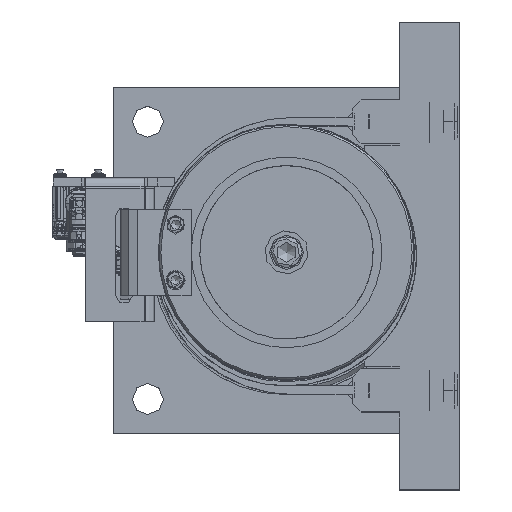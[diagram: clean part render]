
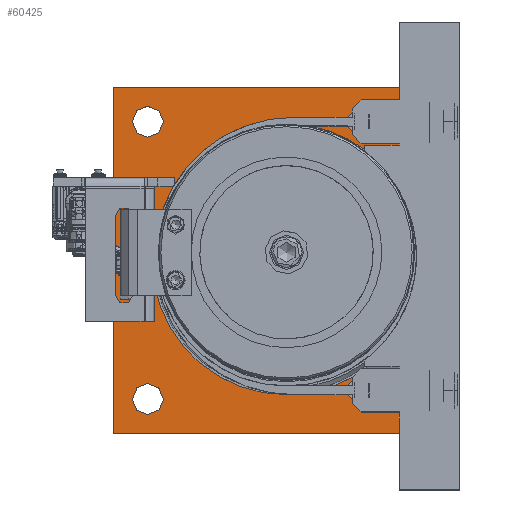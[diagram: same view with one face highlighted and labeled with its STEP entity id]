
A CAD part, top view. The second image highlights one B-rep face of the part: STEP entity #60425.
In plain terms, the highlighted planar face has unit normal (0, 0, 1).
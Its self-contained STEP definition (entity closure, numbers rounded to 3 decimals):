
#1181=PLANE('',#64031);
#3219=FACE_BOUND('',#7959,.T.);
#3220=FACE_BOUND('',#7960,.T.);
#3221=FACE_BOUND('',#7961,.T.);
#3222=FACE_BOUND('',#7962,.T.);
#3223=FACE_BOUND('',#7963,.T.);
#4689=FACE_OUTER_BOUND('',#7958,.T.);
#7958=EDGE_LOOP('',(#40000,#40001,#40002,#40003));
#7959=EDGE_LOOP('',(#40004,#40005));
#7960=EDGE_LOOP('',(#40006,#40007));
#7961=EDGE_LOOP('',(#40008,#40009));
#7962=EDGE_LOOP('',(#40010,#40011));
#7963=EDGE_LOOP('',(#40012));
#11428=CIRCLE('',#64014,9.);
#11429=CIRCLE('',#64015,9.);
#11430=CIRCLE('',#64017,9.);
#11431=CIRCLE('',#64018,9.);
#11432=CIRCLE('',#64020,9.);
#11433=CIRCLE('',#64021,9.);
#11434=CIRCLE('',#64023,9.);
#11435=CIRCLE('',#64024,9.);
#11436=CIRCLE('',#64026,77.5);
#13425=LINE('',#90532,#18692);
#13427=LINE('',#90536,#18694);
#13429=LINE('',#90540,#18696);
#13431=LINE('',#90543,#18698);
#18692=VECTOR('',#70333,10.);
#18694=VECTOR('',#70337,10.);
#18696=VECTOR('',#70341,10.);
#18698=VECTOR('',#70345,10.);
#24410=VERTEX_POINT('',#90501);
#24411=VERTEX_POINT('',#90502);
#24412=VERTEX_POINT('',#90507);
#24413=VERTEX_POINT('',#90508);
#24414=VERTEX_POINT('',#90513);
#24415=VERTEX_POINT('',#90514);
#24416=VERTEX_POINT('',#90519);
#24417=VERTEX_POINT('',#90520);
#24418=VERTEX_POINT('',#90525);
#24419=VERTEX_POINT('',#90529);
#24420=VERTEX_POINT('',#90531);
#24421=VERTEX_POINT('',#90535);
#24422=VERTEX_POINT('',#90539);
#30475=EDGE_CURVE('',#24410,#24411,#11428,.T.);
#30476=EDGE_CURVE('',#24411,#24410,#11429,.T.);
#30478=EDGE_CURVE('',#24412,#24413,#11430,.T.);
#30479=EDGE_CURVE('',#24413,#24412,#11431,.T.);
#30481=EDGE_CURVE('',#24414,#24415,#11432,.T.);
#30482=EDGE_CURVE('',#24415,#24414,#11433,.T.);
#30484=EDGE_CURVE('',#24416,#24417,#11434,.T.);
#30485=EDGE_CURVE('',#24417,#24416,#11435,.T.);
#30487=EDGE_CURVE('',#24418,#24418,#11436,.T.);
#30490=EDGE_CURVE('',#24420,#24419,#13425,.T.);
#30492=EDGE_CURVE('',#24421,#24420,#13427,.T.);
#30494=EDGE_CURVE('',#24422,#24421,#13429,.T.);
#30496=EDGE_CURVE('',#24419,#24422,#13431,.T.);
#40000=ORIENTED_EDGE('',*,*,#30496,.T.);
#40001=ORIENTED_EDGE('',*,*,#30494,.T.);
#40002=ORIENTED_EDGE('',*,*,#30492,.T.);
#40003=ORIENTED_EDGE('',*,*,#30490,.T.);
#40004=ORIENTED_EDGE('',*,*,#30475,.T.);
#40005=ORIENTED_EDGE('',*,*,#30476,.T.);
#40006=ORIENTED_EDGE('',*,*,#30478,.T.);
#40007=ORIENTED_EDGE('',*,*,#30479,.T.);
#40008=ORIENTED_EDGE('',*,*,#30481,.T.);
#40009=ORIENTED_EDGE('',*,*,#30482,.T.);
#40010=ORIENTED_EDGE('',*,*,#30484,.T.);
#40011=ORIENTED_EDGE('',*,*,#30485,.T.);
#40012=ORIENTED_EDGE('',*,*,#30487,.T.);
#60425=ADVANCED_FACE('',(#4689,#3219,#3220,#3221,#3222,#3223),#1181,.T.);
#64014=AXIS2_PLACEMENT_3D('',#90503,#70299,#70300);
#64015=AXIS2_PLACEMENT_3D('',#90504,#70301,#70302);
#64017=AXIS2_PLACEMENT_3D('',#90509,#70306,#70307);
#64018=AXIS2_PLACEMENT_3D('',#90510,#70308,#70309);
#64020=AXIS2_PLACEMENT_3D('',#90515,#70313,#70314);
#64021=AXIS2_PLACEMENT_3D('',#90516,#70315,#70316);
#64023=AXIS2_PLACEMENT_3D('',#90521,#70320,#70321);
#64024=AXIS2_PLACEMENT_3D('',#90522,#70322,#70323);
#64026=AXIS2_PLACEMENT_3D('',#90526,#70327,#70328);
#64031=AXIS2_PLACEMENT_3D('',#90544,#70346,#70347);
#70299=DIRECTION('center_axis',(0.,0.,-1.));
#70300=DIRECTION('ref_axis',(1.,0.,0.));
#70301=DIRECTION('center_axis',(0.,0.,-1.));
#70302=DIRECTION('ref_axis',(1.,0.,0.));
#70306=DIRECTION('center_axis',(0.,0.,-1.));
#70307=DIRECTION('ref_axis',(1.,0.,0.));
#70308=DIRECTION('center_axis',(0.,0.,-1.));
#70309=DIRECTION('ref_axis',(1.,0.,0.));
#70313=DIRECTION('center_axis',(0.,0.,-1.));
#70314=DIRECTION('ref_axis',(1.,0.,0.));
#70315=DIRECTION('center_axis',(0.,0.,-1.));
#70316=DIRECTION('ref_axis',(1.,0.,0.));
#70320=DIRECTION('center_axis',(0.,0.,-1.));
#70321=DIRECTION('ref_axis',(1.,0.,0.));
#70322=DIRECTION('center_axis',(0.,0.,-1.));
#70323=DIRECTION('ref_axis',(1.,0.,0.));
#70327=DIRECTION('center_axis',(0.,0.,-1.));
#70328=DIRECTION('ref_axis',(-1.,0.,0.));
#70333=DIRECTION('',(0.,1.,0.));
#70337=DIRECTION('',(1.,0.,0.));
#70341=DIRECTION('',(0.,-1.,0.));
#70345=DIRECTION('',(-1.,0.,0.));
#70346=DIRECTION('center_axis',(0.,0.,1.));
#70347=DIRECTION('ref_axis',(1.,0.,0.));
#90501=CARTESIAN_POINT('',(189.,-180.,20.));
#90502=CARTESIAN_POINT('',(171.,-180.,20.));
#90503=CARTESIAN_POINT('Origin',(180.,-180.,20.));
#90504=CARTESIAN_POINT('Origin',(180.,-180.,20.));
#90507=CARTESIAN_POINT('',(29.,-20.,20.));
#90508=CARTESIAN_POINT('',(11.,-20.,20.));
#90509=CARTESIAN_POINT('Origin',(20.,-20.,20.));
#90510=CARTESIAN_POINT('Origin',(20.,-20.,20.));
#90513=CARTESIAN_POINT('',(29.,-180.,20.));
#90514=CARTESIAN_POINT('',(11.,-180.,20.));
#90515=CARTESIAN_POINT('Origin',(20.,-180.,20.));
#90516=CARTESIAN_POINT('Origin',(20.,-180.,20.));
#90519=CARTESIAN_POINT('',(189.,-20.,20.));
#90520=CARTESIAN_POINT('',(171.,-20.,20.));
#90521=CARTESIAN_POINT('Origin',(180.,-20.,20.));
#90522=CARTESIAN_POINT('Origin',(180.,-20.,20.));
#90525=CARTESIAN_POINT('',(177.5,-100.,20.));
#90526=CARTESIAN_POINT('Origin',(100.,-100.,20.));
#90529=CARTESIAN_POINT('',(200.,0.,20.));
#90531=CARTESIAN_POINT('',(200.,-200.,20.));
#90532=CARTESIAN_POINT('',(200.,0.,20.));
#90535=CARTESIAN_POINT('',(0.,-200.,20.));
#90536=CARTESIAN_POINT('',(200.,-200.,20.));
#90539=CARTESIAN_POINT('',(0.,0.,20.));
#90540=CARTESIAN_POINT('',(0.,-200.,20.));
#90543=CARTESIAN_POINT('',(0.,0.,20.));
#90544=CARTESIAN_POINT('Origin',(100.,-100.,20.));
